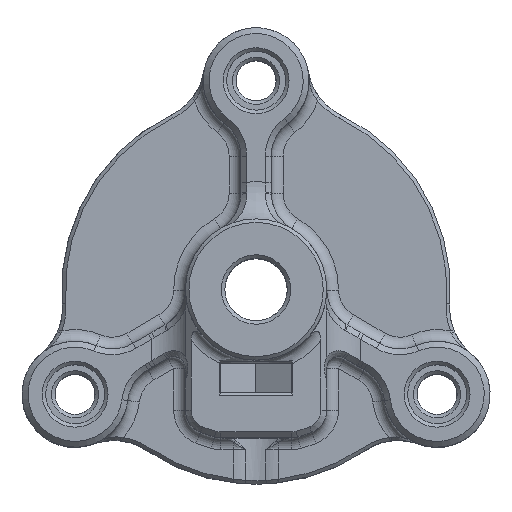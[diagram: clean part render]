
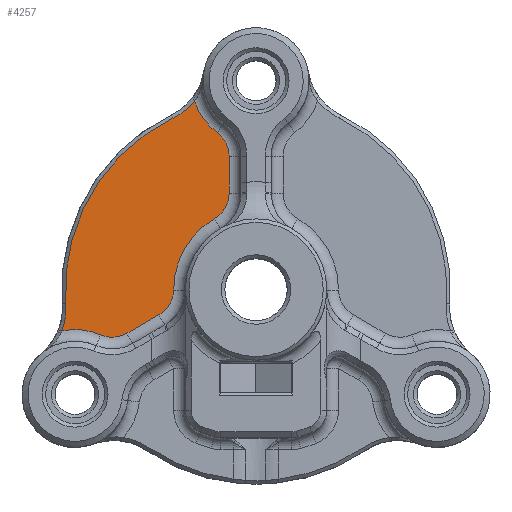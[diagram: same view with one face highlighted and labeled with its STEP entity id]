
A CAD part, top view. The second image highlights one B-rep face of the part: STEP entity #4257.
In plain terms, the highlighted planar face has unit normal (0, 0, 1).
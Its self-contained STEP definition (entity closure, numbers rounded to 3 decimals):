
#303=PLANE('',#4649);
#519=FACE_OUTER_BOUND('',#804,.T.);
#804=EDGE_LOOP('',(#3315,#3316,#3317,#3318,#3319,#3320,#3321,#3322,#3323,
#3324,#3325,#3326));
#1092=LINE('',#7764,#1347);
#1093=LINE('',#7772,#1348);
#1347=VECTOR('',#5450,10.);
#1348=VECTOR('',#5457,10.);
#1598=CIRCLE('',#4642,5.3);
#1599=CIRCLE('',#4644,16.2);
#1601=CIRCLE('',#4647,5.3);
#1603=CIRCLE('',#4650,5.5);
#1604=CIRCLE('',#4651,2.5);
#1605=CIRCLE('',#4652,2.5);
#1606=CIRCLE('',#4653,7.);
#1607=CIRCLE('',#4654,2.5);
#1608=CIRCLE('',#4655,2.5);
#1609=CIRCLE('',#4656,5.5);
#1929=VERTEX_POINT('',#7583);
#1932=VERTEX_POINT('',#7588);
#1934=VERTEX_POINT('',#7593);
#1936=VERTEX_POINT('',#7599);
#1943=VERTEX_POINT('',#7759);
#1944=VERTEX_POINT('',#7761);
#1945=VERTEX_POINT('',#7763);
#1946=VERTEX_POINT('',#7765);
#1947=VERTEX_POINT('',#7767);
#1948=VERTEX_POINT('',#7769);
#1949=VERTEX_POINT('',#7771);
#1950=VERTEX_POINT('',#7773);
#2421=EDGE_CURVE('',#1932,#1929,#1598,.T.);
#2423=EDGE_CURVE('',#1934,#1932,#1599,.T.);
#2426=EDGE_CURVE('',#1936,#1934,#1601,.T.);
#2440=EDGE_CURVE('',#1943,#1936,#1603,.T.);
#2441=EDGE_CURVE('',#1944,#1943,#1604,.T.);
#2442=EDGE_CURVE('',#1945,#1944,#1092,.T.);
#2443=EDGE_CURVE('',#1946,#1945,#1605,.T.);
#2444=EDGE_CURVE('',#1947,#1946,#1606,.T.);
#2445=EDGE_CURVE('',#1948,#1947,#1607,.T.);
#2446=EDGE_CURVE('',#1949,#1948,#1093,.T.);
#2447=EDGE_CURVE('',#1950,#1949,#1608,.T.);
#2448=EDGE_CURVE('',#1929,#1950,#1609,.T.);
#3315=ORIENTED_EDGE('',*,*,#2421,.F.);
#3316=ORIENTED_EDGE('',*,*,#2423,.F.);
#3317=ORIENTED_EDGE('',*,*,#2426,.F.);
#3318=ORIENTED_EDGE('',*,*,#2440,.F.);
#3319=ORIENTED_EDGE('',*,*,#2441,.F.);
#3320=ORIENTED_EDGE('',*,*,#2442,.F.);
#3321=ORIENTED_EDGE('',*,*,#2443,.F.);
#3322=ORIENTED_EDGE('',*,*,#2444,.F.);
#3323=ORIENTED_EDGE('',*,*,#2445,.F.);
#3324=ORIENTED_EDGE('',*,*,#2446,.F.);
#3325=ORIENTED_EDGE('',*,*,#2447,.F.);
#3326=ORIENTED_EDGE('',*,*,#2448,.F.);
#4257=ADVANCED_FACE('',(#519),#303,.T.);
#4642=AXIS2_PLACEMENT_3D('',#7590,#5427,#5428);
#4644=AXIS2_PLACEMENT_3D('',#7595,#5432,#5433);
#4647=AXIS2_PLACEMENT_3D('',#7601,#5439,#5440);
#4649=AXIS2_PLACEMENT_3D('',#7758,#5444,#5445);
#4650=AXIS2_PLACEMENT_3D('',#7760,#5446,#5447);
#4651=AXIS2_PLACEMENT_3D('',#7762,#5448,#5449);
#4652=AXIS2_PLACEMENT_3D('',#7766,#5451,#5452);
#4653=AXIS2_PLACEMENT_3D('',#7768,#5453,#5454);
#4654=AXIS2_PLACEMENT_3D('',#7770,#5455,#5456);
#4655=AXIS2_PLACEMENT_3D('',#7774,#5458,#5459);
#4656=AXIS2_PLACEMENT_3D('',#7775,#5460,#5461);
#5427=DIRECTION('center_axis',(0.,0.,1.));
#5428=DIRECTION('ref_axis',(0.436,-0.9,0.));
#5432=DIRECTION('center_axis',(0.,0.,-1.));
#5433=DIRECTION('ref_axis',(-0.436,0.9,0.));
#5439=DIRECTION('center_axis',(0.,0.,1.));
#5440=DIRECTION('ref_axis',(0.639,-0.769,0.));
#5444=DIRECTION('center_axis',(0.,0.,1.));
#5445=DIRECTION('ref_axis',(1.,0.,0.));
#5446=DIRECTION('center_axis',(0.,0.,1.));
#5447=DIRECTION('ref_axis',(-0.143,0.99,0.));
#5448=DIRECTION('center_axis',(0.,0.,-1.));
#5449=DIRECTION('ref_axis',(0.059,-0.998,0.));
#5450=DIRECTION('',(-0.866,-0.5,0.));
#5451=DIRECTION('center_axis',(0.,0.,-1.));
#5452=DIRECTION('ref_axis',(0.861,-0.509,0.));
#5453=DIRECTION('center_axis',(0.,0.,1.));
#5454=DIRECTION('ref_axis',(-0.868,0.496,0.));
#5455=DIRECTION('center_axis',(0.,0.,-1.));
#5456=DIRECTION('ref_axis',(0.867,-0.498,0.));
#5457=DIRECTION('',(0.,-1.,0.));
#5458=DIRECTION('center_axis',(0.,0.,-1.));
#5459=DIRECTION('ref_axis',(0.894,0.448,0.));
#5460=DIRECTION('center_axis',(0.,0.,1.));
#5461=DIRECTION('ref_axis',(-0.929,-0.371,0.));
#7583=CARTESIAN_POINT('',(-5.213,16.04,10.));
#7588=CARTESIAN_POINT('',(-7.041,14.583,10.));
#7590=CARTESIAN_POINT('Origin',(-9.349,19.354,10.));
#7593=CARTESIAN_POINT('',(-16.142,-1.181,10.));
#7595=CARTESIAN_POINT('Origin',(0.015,0.,10.));
#7599=CARTESIAN_POINT('',(-16.49,-3.493,10.));
#7601=CARTESIAN_POINT('Origin',(-21.428,-1.568,10.));
#7758=CARTESIAN_POINT('Origin',(0.015,2.875,10.));
#7759=CARTESIAN_POINT('',(-13.188,-3.821,10.));
#7760=CARTESIAN_POINT('Origin',(-15.357,-8.875,10.));
#7761=CARTESIAN_POINT('',(-10.951,-3.689,10.));
#7762=CARTESIAN_POINT('Origin',(-12.201,-1.524,10.));
#7763=CARTESIAN_POINT('',(-8.235,-2.12,10.));
#7764=CARTESIAN_POINT('',(-3.185,0.795,10.));
#7765=CARTESIAN_POINT('',(-6.985,-0.017,10.));
#7766=CARTESIAN_POINT('Origin',(-9.485,0.045,10.));
#7767=CARTESIAN_POINT('',(-3.514,6.046,10.));
#7768=CARTESIAN_POINT('Origin',(0.015,0.,10.));
#7769=CARTESIAN_POINT('',(-2.274,8.205,10.));
#7770=CARTESIAN_POINT('Origin',(-4.774,8.205,10.));
#7771=CARTESIAN_POINT('',(-2.274,11.341,10.));
#7772=CARTESIAN_POINT('',(-2.274,8.157,10.));
#7773=CARTESIAN_POINT('',(-3.277,13.344,10.));
#7774=CARTESIAN_POINT('Origin',(-4.774,11.341,10.));
#7775=CARTESIAN_POINT('Origin',(0.015,17.75,10.));
